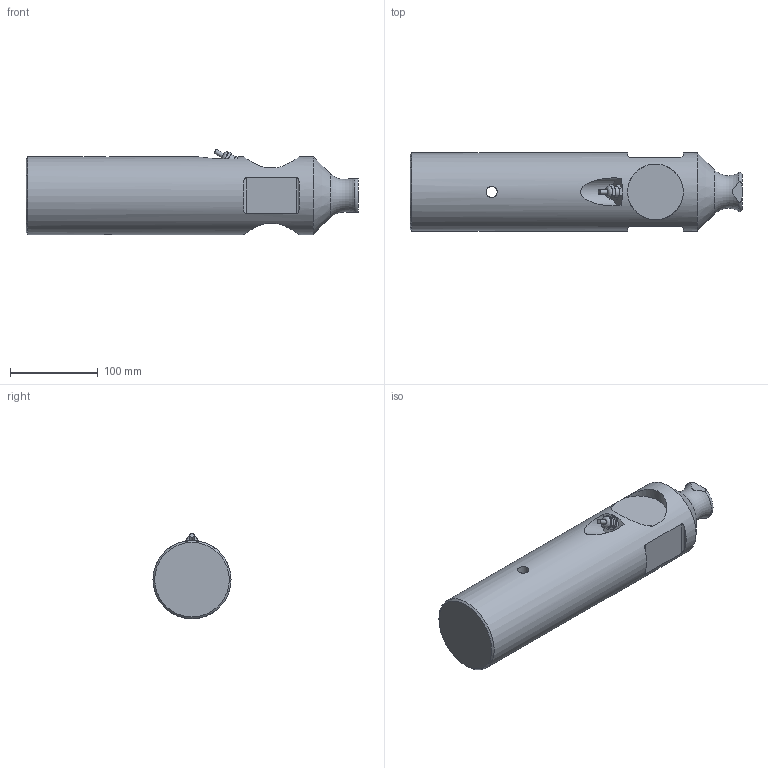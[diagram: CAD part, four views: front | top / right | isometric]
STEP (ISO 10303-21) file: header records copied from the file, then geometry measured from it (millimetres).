
FILE_DESCRIPTION(/* description */ (''),/* implementation_level */ '2;1');
FILE_NAME(/* name */ '563WS30-CG-37500lb v1.step',/* time_stamp */ '2020-02-05T15:17:08-08:00',/* author */ (''),/* organization */ (''),/* preprocessor_version */ 'ST-DEVELOPER v18',/* originating_system */ 'Autodesk Translation Framework v8.12.0.6',/* authorisation */ '');
FILE_SCHEMA (('AUTOMOTIVE_DESIGN { 1 0 10303 214 3 1 1 }'));
Length unit declared in the file: inch
Products named in the file (2): 563WS30-CG-37500lb; Connector
Assembly tree (1 placements, depth 2):
  563WS30-CG-37500lb
    Connector
Bounding box: 377.95 x 88.9 x 97.25 mm (x, y, z)
Volume: 2047072.1 mm3; surface area: 117835.5 mm2
Topology: 2 solids, 2 shells, 106 faces, 269 edges, 174 vertices
Faces by surface type: cylinder 63, plane 33, cone 4, bspline 3, torus 3
Full cylindrical faces by diameter (mm): 5.1 x1, 6.566 x22, 7.938 x21, 10 x1, 12 x2, 12.7 x1, 13 x1, 88.9 x1
Entity records: 5660 total; most frequent: CARTESIAN_POINT 3241, ORIENTED_EDGE 534, DIRECTION 413, EDGE_CURVE 267, VERTEX_POINT 174, AXIS2_PLACEMENT_3D 150, EDGE_LOOP 117, LINE 113
